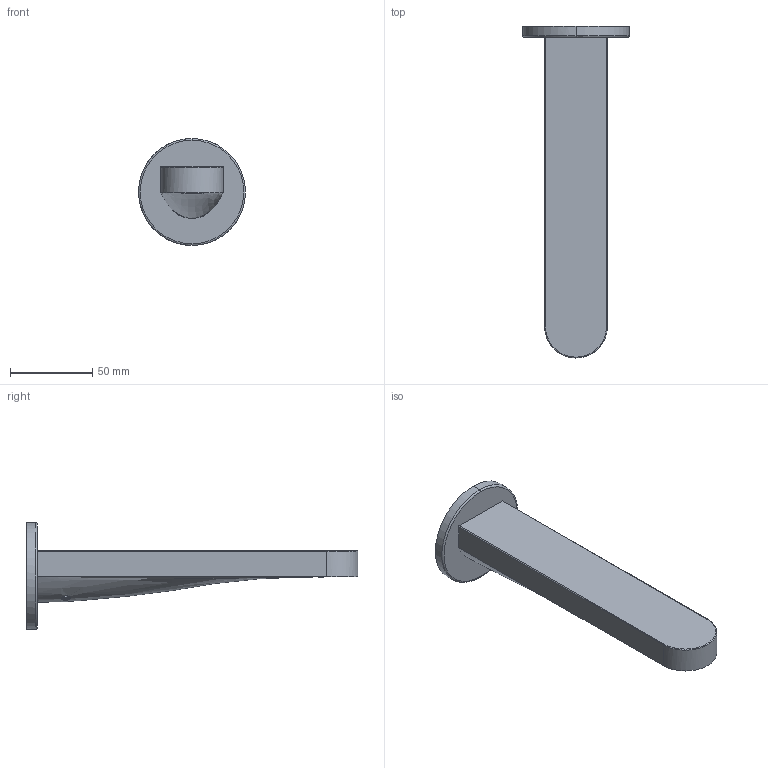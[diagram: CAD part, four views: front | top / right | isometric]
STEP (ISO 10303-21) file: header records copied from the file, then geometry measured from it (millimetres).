
FILE_DESCRIPTION(/* description */ (''),/* implementation_level */ '2;1');
FILE_NAME(/* name */ 'STEP - 164090202_9512450',/* time_stamp */ '2024-05-29T09:51:18+10:00',/* author */ (''),/* organization */ (''),/* preprocessor_version */ 'ST-DEVELOPER v16.5',/* originating_system */ 'Rhino 7.23',/* authorisation */ '');
FILE_SCHEMA (('AUTOMOTIVE_DESIGN'));
Length unit declared in the file: millimetre
Products named in the file (11): Document; 164090202_ASM; 203125722426; 2060245801263; 2070108206011; 2030102799012; 2070114306017; 2050102716014; 2050106416015; 205076782405; 2080002306016
Assembly tree (13 placements, depth 3):
  Document
    164090202_ASM
      203125722426
      2060245801263
      2070108206011
      2030102799012
      2070114306017
      2050102716014  x2
      2050106416015  x2
      205076782405
      2080002306016  x2
Bounding box: 64.87 x 201.79 x 65 mm (x, y, z)
Volume: 80422.2 mm3; surface area: 62246.7 mm2
Topology: 12 solids, 12 shells, 2263 faces, 6835 edges, 4492 vertices
Faces by surface type: plane 1196, cylinder 958, bspline 109
Entity records: 81625 total; most frequent: CARTESIAN_POINT 36162, ORIENTED_EDGE 13422, EDGE_CURVE 6711, B_SPLINE_CURVE_WITH_KNOTS 5316, VERTEX_POINT 4419, EDGE_LOOP 3332, ADVANCED_FACE 2210, FACE_OUTER_BOUND 2210
